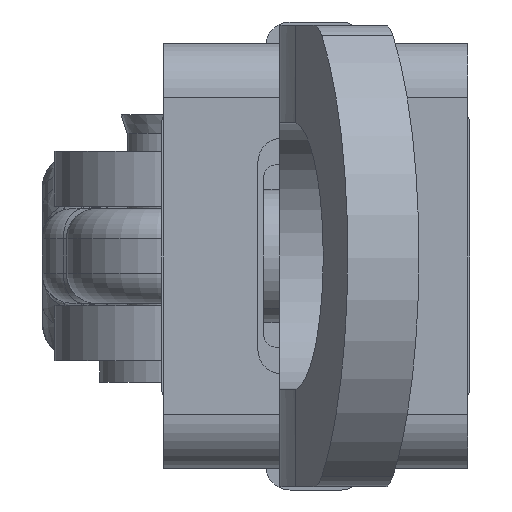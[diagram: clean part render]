
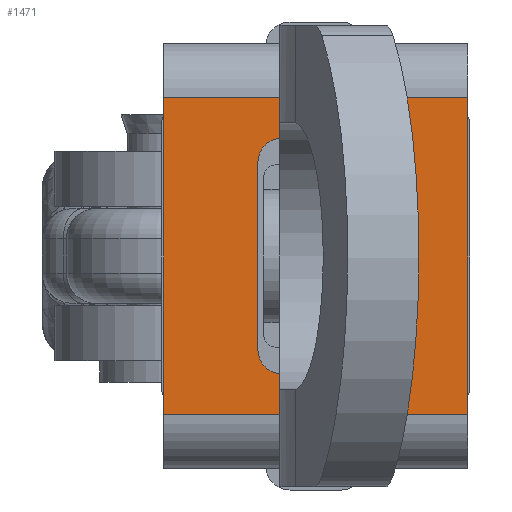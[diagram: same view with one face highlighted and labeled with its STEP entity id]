
A CAD part, left-side view. The second image highlights one B-rep face of the part: STEP entity #1471.
In plain terms, the highlighted planar face has unit normal (-1, 0, 0).
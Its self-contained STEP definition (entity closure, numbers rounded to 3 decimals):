
#644 = FACE_BOUND ( 'NONE', #15357, .T. ) ;
#649 = FACE_OUTER_BOUND ( 'NONE', #15358, .T. ) ;
#651 = AXIS2_PLACEMENT_3D ( 'NONE', #8915, #8916, #8917 ) ;
#1471 = ADVANCED_FACE ( 'NONE', ( #644, #649 ), #8914, .T. ) ;
#1548 = EDGE_CURVE ( 'NONE', #5658, #5663, #9472, .T. ) ;
#1549 = EDGE_CURVE ( 'NONE', #5675, #5673, #9475, .T. ) ;
#1550 = EDGE_CURVE ( 'NONE', #5673, #5674, #8946, .T. ) ;
#1551 = EDGE_CURVE ( 'NONE', #5676, #5675, #8947, .T. ) ;
#1552 = EDGE_CURVE ( 'NONE', #5677, #5676, #9484, .T. ) ;
#1553 = EDGE_CURVE ( 'NONE', #5678, #5677, #8948, .T. ) ;
#1554 = EDGE_CURVE ( 'NONE', #5679, #5678, #9490, .T. ) ;
#1555 = EDGE_CURVE ( 'NONE', #5680, #5679, #8949, .T. ) ;
#1556 = EDGE_CURVE ( 'NONE', #5659, #5662, #9496, .T. ) ;
#1557 = EDGE_CURVE ( 'NONE', #5674, #5680, #9499, .T. ) ;
#1938 = EDGE_CURVE ( 'NONE', #5659, #5658, #10697, .T. ) ;
#1946 = EDGE_CURVE ( 'NONE', #5662, #5663, #10721, .T. ) ;
#2044 = ORIENTED_EDGE ( 'NONE', *, *, #1550, .F. ) ;
#2045 = ORIENTED_EDGE ( 'NONE', *, *, #1551, .F. ) ;
#2046 = ORIENTED_EDGE ( 'NONE', *, *, #1549, .F. ) ;
#2047 = ORIENTED_EDGE ( 'NONE', *, *, #1552, .F. ) ;
#2048 = ORIENTED_EDGE ( 'NONE', *, *, #1553, .F. ) ;
#2049 = ORIENTED_EDGE ( 'NONE', *, *, #1554, .F. ) ;
#2050 = ORIENTED_EDGE ( 'NONE', *, *, #1555, .F. ) ;
#2051 = ORIENTED_EDGE ( 'NONE', *, *, #1557, .F. ) ;
#2052 = ORIENTED_EDGE ( 'NONE', *, *, #1946, .F. ) ;
#2053 = ORIENTED_EDGE ( 'NONE', *, *, #1548, .T. ) ;
#2054 = ORIENTED_EDGE ( 'NONE', *, *, #1556, .F. ) ;
#2056 = ORIENTED_EDGE ( 'NONE', *, *, #1938, .T. ) ;
#2638 = AXIS2_PLACEMENT_3D ( 'NONE', #9465, #9478, #9479 ) ;
#2639 = VECTOR ( 'NONE', #9474, 1000. ) ;
#2641 = VECTOR ( 'NONE', #9477, 1000. ) ;
#2642 = AXIS2_PLACEMENT_3D ( 'NONE', #9480, #9481, #9482 ) ;
#2643 = AXIS2_PLACEMENT_3D ( 'NONE', #9483, #9487, #9488 ) ;
#2644 = VECTOR ( 'NONE', #9486, 1000. ) ;
#2646 = AXIS2_PLACEMENT_3D ( 'NONE', #9489, #9493, #9494 ) ;
#2647 = VECTOR ( 'NONE', #9492, 1000. ) ;
#2648 = VECTOR ( 'NONE', #9498, 1000. ) ;
#2649 = VECTOR ( 'NONE', #9501, 1000. ) ;
#5658 = VERTEX_POINT ( 'NONE', #14278 ) ;
#5659 = VERTEX_POINT ( 'NONE', #14279 ) ;
#5662 = VERTEX_POINT ( 'NONE', #14282 ) ;
#5663 = VERTEX_POINT ( 'NONE', #14283 ) ;
#5673 = VERTEX_POINT ( 'NONE', #14293 ) ;
#5674 = VERTEX_POINT ( 'NONE', #14294 ) ;
#5675 = VERTEX_POINT ( 'NONE', #14295 ) ;
#5676 = VERTEX_POINT ( 'NONE', #14296 ) ;
#5677 = VERTEX_POINT ( 'NONE', #14297 ) ;
#5678 = VERTEX_POINT ( 'NONE', #14298 ) ;
#5679 = VERTEX_POINT ( 'NONE', #14299 ) ;
#5680 = VERTEX_POINT ( 'NONE', #14300 ) ;
#8914 = PLANE ( 'NONE',  #651 ) ;
#8915 = CARTESIAN_POINT ( 'NONE',  ( -127., -12.5, -13. ) ) ;
#8916 = DIRECTION ( 'NONE',  ( -1., 0., 0. ) ) ;
#8917 = DIRECTION ( 'NONE',  ( 0., 0., 1. ) ) ;
#8946 = CIRCLE ( 'NONE', #2638, 2. ) ;
#8947 = CIRCLE ( 'NONE', #2642, 2. ) ;
#8948 = CIRCLE ( 'NONE', #2643, 2. ) ;
#8949 = CIRCLE ( 'NONE', #2646, 2. ) ;
#9465 = CARTESIAN_POINT ( 'NONE',  ( -127., 2.75, -7.7 ) ) ;
#9472 = LINE ( 'NONE', #9473, #2639 ) ;
#9473 = CARTESIAN_POINT ( 'NONE',  ( -127., -12.5, 13. ) ) ;
#9474 = DIRECTION ( 'NONE',  ( 0., 1., 0. ) ) ;
#9475 = LINE ( 'NONE', #9476, #2641 ) ;
#9476 = CARTESIAN_POINT ( 'NONE',  ( -127., 4.75, -7.7 ) ) ;
#9477 = DIRECTION ( 'NONE',  ( 0., 0., -1. ) ) ;
#9478 = DIRECTION ( 'NONE',  ( -1., 0., 0. ) ) ;
#9479 = DIRECTION ( 'NONE',  ( 0., 0., 1. ) ) ;
#9480 = CARTESIAN_POINT ( 'NONE',  ( -127., 2.75, 7.7 ) ) ;
#9481 = DIRECTION ( 'NONE',  ( -1., 0., 0. ) ) ;
#9482 = DIRECTION ( 'NONE',  ( 0., 0., 1. ) ) ;
#9483 = CARTESIAN_POINT ( 'NONE',  ( -127., -2.75, 7.7 ) ) ;
#9484 = LINE ( 'NONE', #9485, #2644 ) ;
#9485 = CARTESIAN_POINT ( 'NONE',  ( -127., 2.75, 9.7 ) ) ;
#9486 = DIRECTION ( 'NONE',  ( 0., 1., 0. ) ) ;
#9487 = DIRECTION ( 'NONE',  ( -1., 0., 0. ) ) ;
#9488 = DIRECTION ( 'NONE',  ( 0., 0., 1. ) ) ;
#9489 = CARTESIAN_POINT ( 'NONE',  ( -127., -2.75, -7.7 ) ) ;
#9490 = LINE ( 'NONE', #9491, #2647 ) ;
#9491 = CARTESIAN_POINT ( 'NONE',  ( -127., -4.75, 7.7 ) ) ;
#9492 = DIRECTION ( 'NONE',  ( 0., 0., 1. ) ) ;
#9493 = DIRECTION ( 'NONE',  ( -1., 0., 0. ) ) ;
#9494 = DIRECTION ( 'NONE',  ( 0., 0., 1. ) ) ;
#9496 = LINE ( 'NONE', #9497, #2648 ) ;
#9497 = CARTESIAN_POINT ( 'NONE',  ( -127., -12.5, -13. ) ) ;
#9498 = DIRECTION ( 'NONE',  ( 0., 1., 0. ) ) ;
#9499 = LINE ( 'NONE', #9500, #2649 ) ;
#9500 = CARTESIAN_POINT ( 'NONE',  ( -127., -2.75, -9.7 ) ) ;
#9501 = DIRECTION ( 'NONE',  ( 0., -1., 0. ) ) ;
#10697 = LINE ( 'NONE', #10698, #11709 ) ;
#10698 = CARTESIAN_POINT ( 'NONE',  ( -127., -12.5, -13. ) ) ;
#10699 = DIRECTION ( 'NONE',  ( 0., 0., 1. ) ) ;
#10721 = LINE ( 'NONE', #10722, #11717 ) ;
#10722 = CARTESIAN_POINT ( 'NONE',  ( -127., 12.5, -13. ) ) ;
#10723 = DIRECTION ( 'NONE',  ( 0., 0., 1. ) ) ;
#11709 = VECTOR ( 'NONE', #10699, 1000. ) ;
#11717 = VECTOR ( 'NONE', #10723, 1000. ) ;
#14278 = CARTESIAN_POINT ( 'NONE',  ( -127., -12.5, 13. ) ) ;
#14279 = CARTESIAN_POINT ( 'NONE',  ( -127., -12.5, -13. ) ) ;
#14282 = CARTESIAN_POINT ( 'NONE',  ( -127., 12.5, -13. ) ) ;
#14283 = CARTESIAN_POINT ( 'NONE',  ( -127., 12.5, 13. ) ) ;
#14293 = CARTESIAN_POINT ( 'NONE',  ( -127., 4.75, -7.7 ) ) ;
#14294 = CARTESIAN_POINT ( 'NONE',  ( -127., 2.75, -9.7 ) ) ;
#14295 = CARTESIAN_POINT ( 'NONE',  ( -127., 4.75, 7.7 ) ) ;
#14296 = CARTESIAN_POINT ( 'NONE',  ( -127., 2.75, 9.7 ) ) ;
#14297 = CARTESIAN_POINT ( 'NONE',  ( -127., -2.75, 9.7 ) ) ;
#14298 = CARTESIAN_POINT ( 'NONE',  ( -127., -4.75, 7.7 ) ) ;
#14299 = CARTESIAN_POINT ( 'NONE',  ( -127., -4.75, -7.7 ) ) ;
#14300 = CARTESIAN_POINT ( 'NONE',  ( -127., -2.75, -9.7 ) ) ;
#15357 = EDGE_LOOP ( 'NONE', ( #2044, #2046, #2045, #2047, #2048, #2049, #2050, #2051 ) ) ;
#15358 = EDGE_LOOP ( 'NONE', ( #2053, #2052, #2054, #2056 ) ) ;
